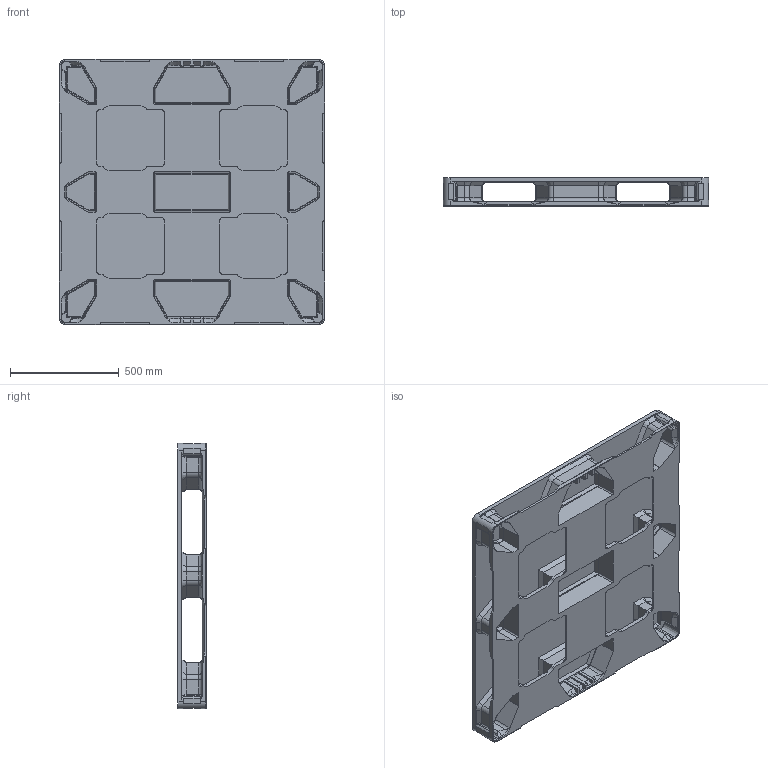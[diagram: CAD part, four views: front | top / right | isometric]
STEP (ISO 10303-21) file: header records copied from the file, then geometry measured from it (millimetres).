
FILE_DESCRIPTION((''),'2;1');
FILE_NAME('85867WSM','2025-06-20T12:02:52',('SYSTEM'),(''),'CREO PARAMETRIC BY PTC INC, 2023294','CREO PARAMETRIC BY PTC INC, 2023294','');
FILE_SCHEMA(('CONFIG_CONTROL_DESIGN'));
Length unit declared in the file: inch
Products named in the file (1): 85867WSM
Bounding box: 1219.2 x 130.18 x 1219.2 mm (x, y, z)
Volume: 49930695.3 mm3; surface area: 5964711.9 mm2
Topology: 1 solids, 1 shells, 918 faces, 2460 edges, 1559 vertices
Faces by surface type: plane 482, cylinder 236, cone 120, torus 44, bspline 36
Entity records: 30458 total; most frequent: CARTESIAN_POINT 8052, ORIENTED_EDGE 4904, DIRECTION 4319, EDGE_CURVE 2452, VECTOR 1553, LINE 1553, VERTEX_POINT 1548, AXIS2_PLACEMENT_3D 1383
